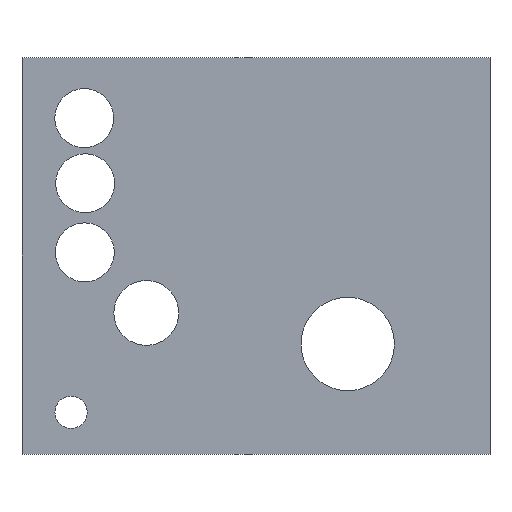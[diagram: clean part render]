
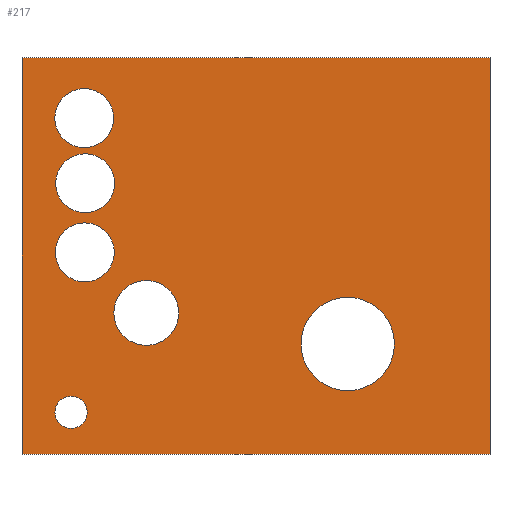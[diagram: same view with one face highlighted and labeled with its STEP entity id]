
A CAD part, left-side view. The second image highlights one B-rep face of the part: STEP entity #217.
In plain terms, the highlighted planar face has unit normal (-1, 0, 0).
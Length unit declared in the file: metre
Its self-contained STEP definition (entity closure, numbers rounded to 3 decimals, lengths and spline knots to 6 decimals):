
#24=CIRCLE('',#249,0.004971);
#25=CIRCLE('',#250,0.003141);
#26=CIRCLE('',#251,0.003141);
#27=CIRCLE('',#252,0.003141);
#28=CIRCLE('',#253,0.001718);
#29=CIRCLE('',#254,0.003454);
#56=ORIENTED_EDGE('',*,*,#96,.T.);
#57=ORIENTED_EDGE('',*,*,#97,.T.);
#58=ORIENTED_EDGE('',*,*,#98,.T.);
#59=ORIENTED_EDGE('',*,*,#99,.T.);
#60=ORIENTED_EDGE('',*,*,#100,.T.);
#61=ORIENTED_EDGE('',*,*,#101,.T.);
#62=ORIENTED_EDGE('',*,*,#78,.T.);
#63=ORIENTED_EDGE('',*,*,#88,.T.);
#64=ORIENTED_EDGE('',*,*,#85,.F.);
#65=ORIENTED_EDGE('',*,*,#82,.F.);
#78=EDGE_CURVE('',#102,#103,#122,.T.);
#82=EDGE_CURVE('',#102,#106,#126,.T.);
#85=EDGE_CURVE('',#106,#108,#129,.T.);
#88=EDGE_CURVE('',#103,#108,#132,.T.);
#96=EDGE_CURVE('',#116,#116,#24,.T.);
#97=EDGE_CURVE('',#117,#117,#25,.T.);
#98=EDGE_CURVE('',#118,#118,#26,.T.);
#99=EDGE_CURVE('',#119,#119,#27,.T.);
#100=EDGE_CURVE('',#120,#120,#28,.T.);
#101=EDGE_CURVE('',#121,#121,#29,.T.);
#102=VERTEX_POINT('',#326);
#103=VERTEX_POINT('',#327);
#106=VERTEX_POINT('',#335);
#108=VERTEX_POINT('',#341);
#116=VERTEX_POINT('',#363);
#117=VERTEX_POINT('',#365);
#118=VERTEX_POINT('',#367);
#119=VERTEX_POINT('',#369);
#120=VERTEX_POINT('',#371);
#121=VERTEX_POINT('',#373);
#122=LINE('',#325,#134);
#126=LINE('',#334,#138);
#129=LINE('',#340,#141);
#132=LINE('',#346,#144);
#134=VECTOR('',#265,1.);
#138=VECTOR('',#271,1.);
#141=VECTOR('',#276,1.);
#144=VECTOR('',#281,1.);
#157=EDGE_LOOP('',(#56));
#158=EDGE_LOOP('',(#57));
#159=EDGE_LOOP('',(#58));
#160=EDGE_LOOP('',(#59));
#161=EDGE_LOOP('',(#60));
#162=EDGE_LOOP('',(#61));
#163=EDGE_LOOP('',(#62,#63,#64,#65));
#187=FACE_BOUND('',#157,.T.);
#188=FACE_BOUND('',#158,.T.);
#189=FACE_BOUND('',#159,.T.);
#190=FACE_BOUND('',#160,.T.);
#191=FACE_BOUND('',#161,.T.);
#192=FACE_BOUND('',#162,.T.);
#193=FACE_BOUND('',#163,.T.);
#211=PLANE('',#248);
#217=ADVANCED_FACE('',(#187,#188,#189,#190,#191,#192,#193),#211,.F.);
#248=AXIS2_PLACEMENT_3D('',#361,#297,#298);
#249=AXIS2_PLACEMENT_3D('',#362,#299,#300);
#250=AXIS2_PLACEMENT_3D('',#364,#301,#302);
#251=AXIS2_PLACEMENT_3D('',#366,#303,#304);
#252=AXIS2_PLACEMENT_3D('',#368,#305,#306);
#253=AXIS2_PLACEMENT_3D('',#370,#307,#308);
#254=AXIS2_PLACEMENT_3D('',#372,#309,#310);
#265=DIRECTION('',(0.,0.,-1.));
#271=DIRECTION('',(0.,-1.,0.));
#276=DIRECTION('',(0.,0.,-1.));
#281=DIRECTION('',(0.,-1.,0.));
#297=DIRECTION('',(1.,0.,0.));
#298=DIRECTION('',(0.,1.,0.));
#299=DIRECTION('',(1.,0.,0.));
#300=DIRECTION('',(0.,0.,-1.));
#301=DIRECTION('',(1.,0.,0.));
#302=DIRECTION('',(0.,0.,-1.));
#303=DIRECTION('',(1.,0.,0.));
#304=DIRECTION('',(0.,0.,-1.));
#305=DIRECTION('',(1.,0.,0.));
#306=DIRECTION('',(0.,0.,-1.));
#307=DIRECTION('',(1.,0.,0.));
#308=DIRECTION('',(0.,0.,-1.));
#309=DIRECTION('',(1.,0.,0.));
#310=DIRECTION('',(0.,0.,-1.));
#325=CARTESIAN_POINT('',(0.,0.024927,0.));
#326=CARTESIAN_POINT('',(0.,0.024927,0.021143));
#327=CARTESIAN_POINT('',(0.,0.024927,-0.021143));
#334=CARTESIAN_POINT('',(0.,0.,0.021143));
#335=CARTESIAN_POINT('',(0.,-0.024927,0.021143));
#340=CARTESIAN_POINT('',(0.,-0.024927,0.));
#341=CARTESIAN_POINT('',(0.,-0.024927,-0.021143));
#346=CARTESIAN_POINT('',(0.,0.,-0.021143));
#361=CARTESIAN_POINT('',(0.,0.,0.));
#362=CARTESIAN_POINT('',(0.,-0.009774,-0.009373));
#363=CARTESIAN_POINT('',(0.,-0.009774,-0.014344));
#364=CARTESIAN_POINT('',(0.,0.018239,0.00039));
#365=CARTESIAN_POINT('',(0.,0.018239,-0.002751));
#366=CARTESIAN_POINT('',(0.,0.0182,0.007747));
#367=CARTESIAN_POINT('',(0.,0.0182,0.004606));
#368=CARTESIAN_POINT('',(0.,0.018296,0.014689));
#369=CARTESIAN_POINT('',(0.,0.018296,0.011548));
#370=CARTESIAN_POINT('',(0.,0.019696,-0.016655));
#371=CARTESIAN_POINT('',(0.,0.019696,-0.018373));
#372=CARTESIAN_POINT('',(0.,0.011684,-0.006067));
#373=CARTESIAN_POINT('',(0.,0.011684,-0.009521));
